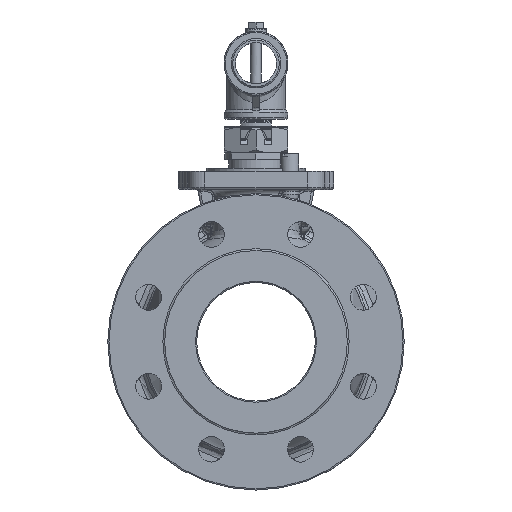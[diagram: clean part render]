
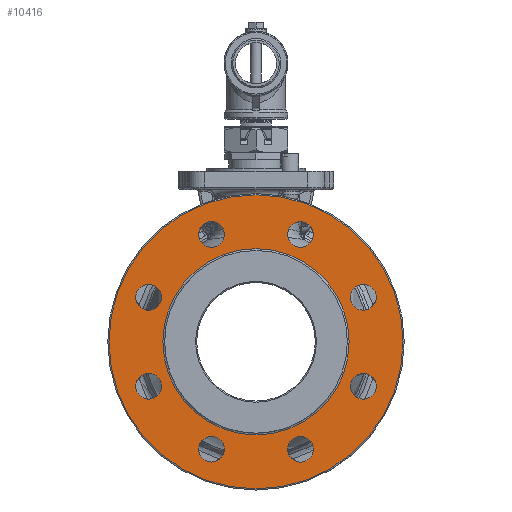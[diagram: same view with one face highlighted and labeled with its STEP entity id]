
A CAD part, left-side view. The second image highlights one B-rep face of the part: STEP entity #10416.
In plain terms, the highlighted planar face has unit normal (-1, 0, 0).
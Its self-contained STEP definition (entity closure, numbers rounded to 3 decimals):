
#444=PLANE('',#11185);
#733=FACE_BOUND('',#2639,.T.);
#734=FACE_BOUND('',#2640,.T.);
#735=FACE_BOUND('',#2641,.T.);
#736=FACE_BOUND('',#2642,.T.);
#737=FACE_BOUND('',#2643,.T.);
#738=FACE_BOUND('',#2644,.T.);
#739=FACE_BOUND('',#2645,.T.);
#740=FACE_BOUND('',#2646,.T.);
#741=FACE_BOUND('',#2647,.T.);
#1921=FACE_OUTER_BOUND('',#2638,.T.);
#2638=EDGE_LOOP('',(#6923));
#2639=EDGE_LOOP('',(#6924));
#2640=EDGE_LOOP('',(#6925));
#2641=EDGE_LOOP('',(#6926));
#2642=EDGE_LOOP('',(#6927));
#2643=EDGE_LOOP('',(#6928));
#2644=EDGE_LOOP('',(#6929));
#2645=EDGE_LOOP('',(#6930));
#2646=EDGE_LOOP('',(#6931));
#2647=EDGE_LOOP('',(#6932));
#3610=CIRCLE('',#11028,11.1);
#3612=CIRCLE('',#11031,11.1);
#3614=CIRCLE('',#11034,11.1);
#3616=CIRCLE('',#11037,11.1);
#3618=CIRCLE('',#11040,11.1);
#3620=CIRCLE('',#11043,11.1);
#3622=CIRCLE('',#11046,11.1);
#3624=CIRCLE('',#11049,11.1);
#3727=CIRCLE('',#11186,126.5);
#3728=CIRCLE('',#11187,80.1);
#4156=VERTEX_POINT('',#15105);
#4158=VERTEX_POINT('',#15110);
#4160=VERTEX_POINT('',#15115);
#4162=VERTEX_POINT('',#15120);
#4164=VERTEX_POINT('',#15125);
#4166=VERTEX_POINT('',#15130);
#4168=VERTEX_POINT('',#15135);
#4170=VERTEX_POINT('',#15140);
#4402=VERTEX_POINT('',#16304);
#4403=VERTEX_POINT('',#16306);
#5121=EDGE_CURVE('',#4156,#4156,#3610,.T.);
#5123=EDGE_CURVE('',#4158,#4158,#3612,.T.);
#5125=EDGE_CURVE('',#4160,#4160,#3614,.T.);
#5127=EDGE_CURVE('',#4162,#4162,#3616,.T.);
#5129=EDGE_CURVE('',#4164,#4164,#3618,.T.);
#5131=EDGE_CURVE('',#4166,#4166,#3620,.T.);
#5133=EDGE_CURVE('',#4168,#4168,#3622,.T.);
#5135=EDGE_CURVE('',#4170,#4170,#3624,.T.);
#5390=EDGE_CURVE('',#4402,#4402,#3727,.T.);
#5391=EDGE_CURVE('',#4403,#4403,#3728,.T.);
#6923=ORIENTED_EDGE('',*,*,#5390,.F.);
#6924=ORIENTED_EDGE('',*,*,#5121,.T.);
#6925=ORIENTED_EDGE('',*,*,#5123,.T.);
#6926=ORIENTED_EDGE('',*,*,#5125,.T.);
#6927=ORIENTED_EDGE('',*,*,#5127,.T.);
#6928=ORIENTED_EDGE('',*,*,#5129,.T.);
#6929=ORIENTED_EDGE('',*,*,#5131,.T.);
#6930=ORIENTED_EDGE('',*,*,#5133,.T.);
#6931=ORIENTED_EDGE('',*,*,#5135,.T.);
#6932=ORIENTED_EDGE('',*,*,#5391,.F.);
#10416=ADVANCED_FACE('',(#1921,#733,#734,#735,#736,#737,#738,#739,#740,
#741),#444,.T.);
#11028=AXIS2_PLACEMENT_3D('',#15106,#12163,#12164);
#11031=AXIS2_PLACEMENT_3D('',#15111,#12169,#12170);
#11034=AXIS2_PLACEMENT_3D('',#15116,#12175,#12176);
#11037=AXIS2_PLACEMENT_3D('',#15121,#12181,#12182);
#11040=AXIS2_PLACEMENT_3D('',#15126,#12187,#12188);
#11043=AXIS2_PLACEMENT_3D('',#15131,#12193,#12194);
#11046=AXIS2_PLACEMENT_3D('',#15136,#12199,#12200);
#11049=AXIS2_PLACEMENT_3D('',#15141,#12205,#12206);
#11185=AXIS2_PLACEMENT_3D('',#16303,#12557,#12558);
#11186=AXIS2_PLACEMENT_3D('',#16305,#12559,#12560);
#11187=AXIS2_PLACEMENT_3D('',#16307,#12561,#12562);
#12163=DIRECTION('center_axis',(1.,0.,0.));
#12164=DIRECTION('ref_axis',(0.,0.707,0.707));
#12169=DIRECTION('center_axis',(1.,0.,0.));
#12170=DIRECTION('ref_axis',(0.,1.,0.));
#12175=DIRECTION('center_axis',(1.,0.,0.));
#12176=DIRECTION('ref_axis',(0.,0.707,-0.707));
#12181=DIRECTION('center_axis',(1.,0.,0.));
#12182=DIRECTION('ref_axis',(0.,0.,
-1.));
#12187=DIRECTION('center_axis',(1.,0.,0.));
#12188=DIRECTION('ref_axis',(0.,-0.707,-0.707));
#12193=DIRECTION('center_axis',(1.,0.,0.));
#12194=DIRECTION('ref_axis',(0.,-1.,0.));
#12199=DIRECTION('center_axis',(1.,0.,0.));
#12200=DIRECTION('ref_axis',(0.,-0.707,0.707));
#12205=DIRECTION('center_axis',(1.,0.,0.));
#12206=DIRECTION('ref_axis',(0.,0.,1.));
#12557=DIRECTION('center_axis',(-1.,0.,0.));
#12558=DIRECTION('ref_axis',(0.,0.,1.));
#12559=DIRECTION('center_axis',(1.,0.,0.));
#12560=DIRECTION('ref_axis',(0.,0.,
-1.));
#12561=DIRECTION('center_axis',(-1.,0.,0.));
#12562=DIRECTION('ref_axis',(0.,-1.,0.));
#15105=CARTESIAN_POINT('',(-130.,46.117,100.237));
#15106=CARTESIAN_POINT('Origin',(-130.,38.268,92.388));
#15110=CARTESIAN_POINT('',(-130.,103.488,38.268));
#15111=CARTESIAN_POINT('Origin',(-130.,92.388,38.268));
#15115=CARTESIAN_POINT('',(-130.,100.237,-46.117));
#15116=CARTESIAN_POINT('Origin',(-130.,92.388,-38.268));
#15120=CARTESIAN_POINT('',(-130.,38.268,-103.488));
#15121=CARTESIAN_POINT('Origin',(-130.,38.268,-92.388));
#15125=CARTESIAN_POINT('',(-130.,-46.117,-100.237));
#15126=CARTESIAN_POINT('Origin',(-130.,-38.268,-92.388));
#15130=CARTESIAN_POINT('',(-130.,-103.488,-38.268));
#15131=CARTESIAN_POINT('Origin',(-130.,-92.388,-38.268));
#15135=CARTESIAN_POINT('',(-130.,-100.237,46.117));
#15136=CARTESIAN_POINT('Origin',(-130.,-92.388,38.268));
#15140=CARTESIAN_POINT('',(-130.,-38.268,103.488));
#15141=CARTESIAN_POINT('Origin',(-130.,-38.268,92.388));
#16303=CARTESIAN_POINT('Origin',(-130.,0.,63.75));
#16304=CARTESIAN_POINT('',(-130.,0.,126.5));
#16305=CARTESIAN_POINT('Origin',(-130.,0.,0.));
#16306=CARTESIAN_POINT('',(-130.,80.1,0.));
#16307=CARTESIAN_POINT('Origin',(-130.,0.,0.));
